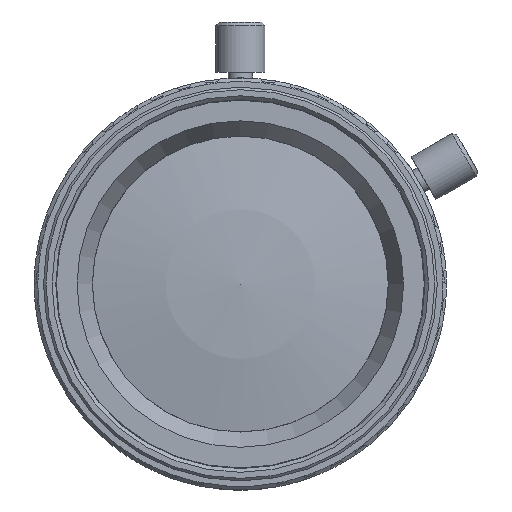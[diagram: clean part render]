
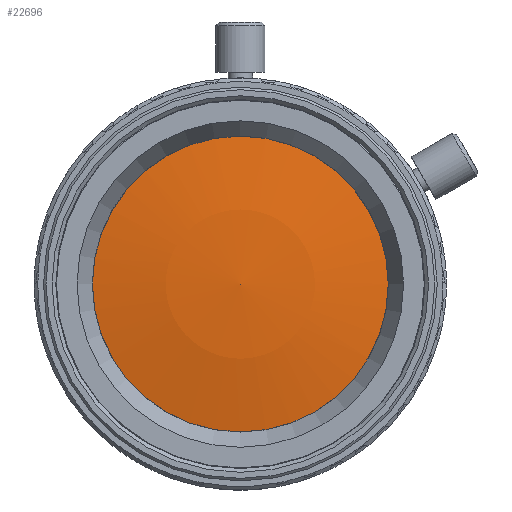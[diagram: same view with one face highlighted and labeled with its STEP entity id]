
A CAD part, front view. The second image highlights one B-rep face of the part: STEP entity #22696.
In plain terms, the highlighted spherical face has radius 65.239 mm.
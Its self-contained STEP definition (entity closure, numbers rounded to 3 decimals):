
#33=SPHERICAL_SURFACE('',#24798,65.239);
#6165=ORIENTED_EDGE('',*,*,#9203,.T.);
#9203=EDGE_CURVE('',#10708,#10708,#11753,.T.);
#10708=VERTEX_POINT('',#35992);
#11753=CIRCLE('',#24799,12.07);
#12706=EDGE_LOOP('',(#6165));
#13900=FACE_BOUND('',#12706,.T.);
#22696=ADVANCED_FACE('',(#13900),#33,.T.);
#24798=AXIS2_PLACEMENT_3D('',#35990,#29208,#29209);
#24799=AXIS2_PLACEMENT_3D('',#35991,#29210,#29211);
#29208=DIRECTION('',(0.,-1.,0.));
#29209=DIRECTION('',(0.,0.,-1.));
#29210=DIRECTION('',(0.,-1.,0.));
#29211=DIRECTION('',(1.,0.,0.));
#35990=CARTESIAN_POINT('',(0.,26.018,0.));
#35991=CARTESIAN_POINT('',(0.,-38.095,0.));
#35992=CARTESIAN_POINT('',(12.07,-38.095,0.));
